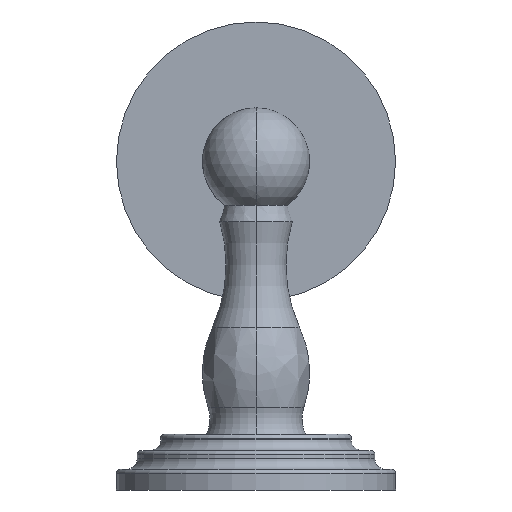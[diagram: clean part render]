
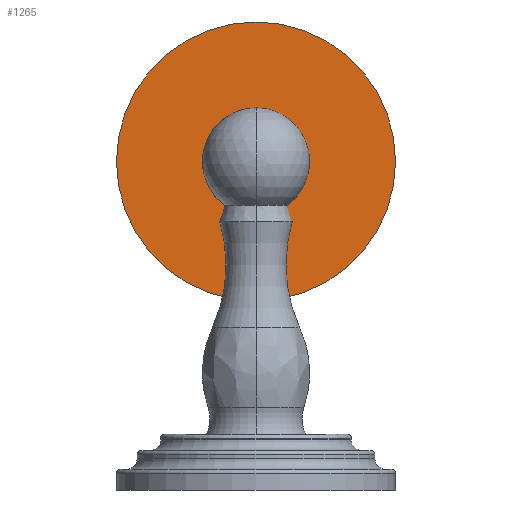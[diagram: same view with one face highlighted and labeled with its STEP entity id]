
A CAD part, front view. The second image highlights one B-rep face of the part: STEP entity #1265.
In plain terms, the highlighted planar face has unit normal (0, -1, 0).
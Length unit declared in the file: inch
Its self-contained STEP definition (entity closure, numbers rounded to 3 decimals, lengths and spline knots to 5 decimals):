
#355=CARTESIAN_POINT('',(0.,0.571,3.012));
#356=DIRECTION('',(0.,-1.,0.));
#357=DIRECTION('',(0.,0.,-1.));
#358=AXIS2_PLACEMENT_3D('',#355,#356,#357);
#365=CARTESIAN_POINT('',(0.,0.571,3.012));
#366=DIRECTION('',(0.,1.,0.));
#367=DIRECTION('',(1.,0.,0.));
#368=AXIS2_PLACEMENT_3D('',#365,#366,#367);
#370=CARTESIAN_POINT('',(0.,0.571,3.012));
#371=DIRECTION('',(0.,1.,0.));
#372=DIRECTION('',(-1.,0.,0.));
#373=AXIS2_PLACEMENT_3D('',#370,#371,#372);
#531=CARTESIAN_POINT('',(0.,0.571,3.012));
#532=DIRECTION('',(0.,-1.,0.));
#533=DIRECTION('',(0.,0.,1.));
#534=AXIS2_PLACEMENT_3D('',#531,#532,#533);
#633=CARTESIAN_POINT('',(1.2795,0.571,3.012));
#634=CARTESIAN_POINT('',(-1.2795,0.571,3.012));
#635=VERTEX_POINT('',#633);
#636=VERTEX_POINT('',#634);
#641=CARTESIAN_POINT('',(0.,0.571,2.52));
#642=CARTESIAN_POINT('',(0.,0.571,3.504));
#643=VERTEX_POINT('',#641);
#644=VERTEX_POINT('',#642);
#1249=CARTESIAN_POINT('',(0.,0.571,3.012));
#1250=DIRECTION('',(0.,1.,0.));
#1251=DIRECTION('',(1.,0.,0.));
#1252=AXIS2_PLACEMENT_3D('',#1249,#1250,#1251);
#1253=PLANE('',#1252);
#1255=ORIENTED_EDGE('',*,*,#1254,.T.);
#1257=ORIENTED_EDGE('',*,*,#1256,.T.);
#1258=EDGE_LOOP('',(#1255,#1257));
#1259=FACE_OUTER_BOUND('',#1258,.F.);
#1260=ORIENTED_EDGE('',*,*,#1239,.T.);
#1262=ORIENTED_EDGE('',*,*,#1261,.T.);
#1263=EDGE_LOOP('',(#1260,#1262));
#1264=FACE_BOUND('',#1263,.F.);
#1265=ADVANCED_FACE('',(#1259,#1264),#1253,.F.);
#359=CIRCLE('',#358,0.492);
#369=CIRCLE('',#368,1.2795);
#374=CIRCLE('',#373,1.2795);
#535=CIRCLE('',#534,0.492);
#1239=EDGE_CURVE('',#643,#644,#359,.T.);
#1254=EDGE_CURVE('',#635,#636,#369,.T.);
#1256=EDGE_CURVE('',#636,#635,#374,.T.);
#1261=EDGE_CURVE('',#644,#643,#535,.T.);
